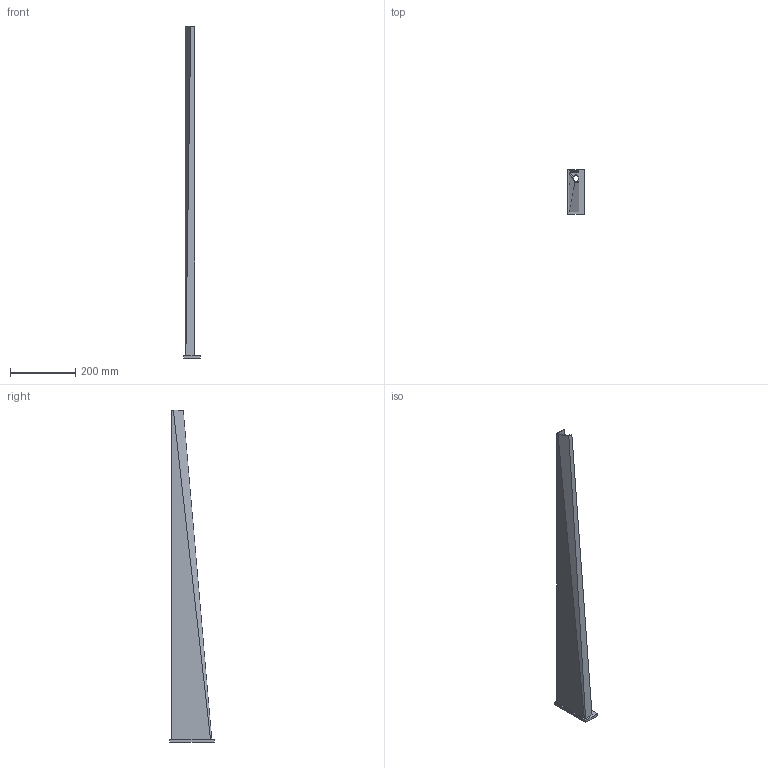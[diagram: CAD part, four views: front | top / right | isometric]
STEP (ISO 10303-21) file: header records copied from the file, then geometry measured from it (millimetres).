
FILE_DESCRIPTION (( 'STEP AP214' ), '1' );
FILE_NAME ('6419842.stp', '2020-09-22T08:01:23', ( '' ), ( '' ), 'SwSTEP 2.0', 'SolidWorks 2020', '' );
FILE_SCHEMA (( 'AUTOMOTIVE_DESIGN' ));
Length unit declared in the file: millimetre
Products named in the file (3): KTS 04.020-006_L=135, t=8, L.loch=13; 140753_Formteil AW-AS 30-710; 6419842
Assembly tree (2 placements, depth 2):
  6419842
    KTS 04.020-006_L=135, t=8, L.loch=13
    140753_Formteil AW-AS 30-710
Bounding box: 50 x 135 x 1018.08 mm (x, y, z)
Volume: 430603.1 mm3; surface area: 278123.8 mm2
Topology: 2 solids, 2 shells, 65 faces, 184 edges, 123 vertices
Faces by surface type: plane 40, cylinder 20, bspline 5
Entity records: 2320 total; most frequent: CARTESIAN_POINT 524, ORIENTED_EDGE 368, DIRECTION 326, EDGE_CURVE 184, VERTEX_POINT 123, LINE 116, VECTOR 116, AXIS2_PLACEMENT_3D 105
